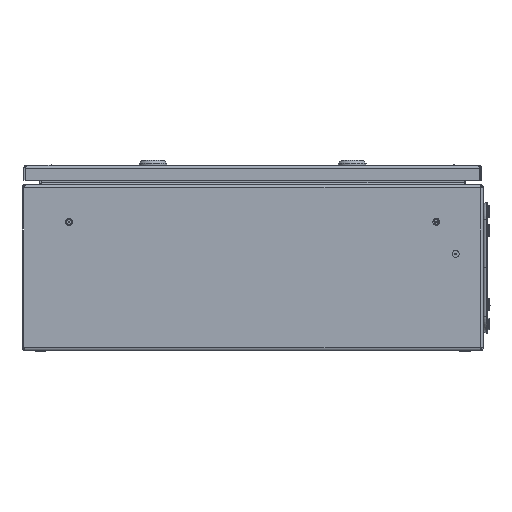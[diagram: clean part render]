
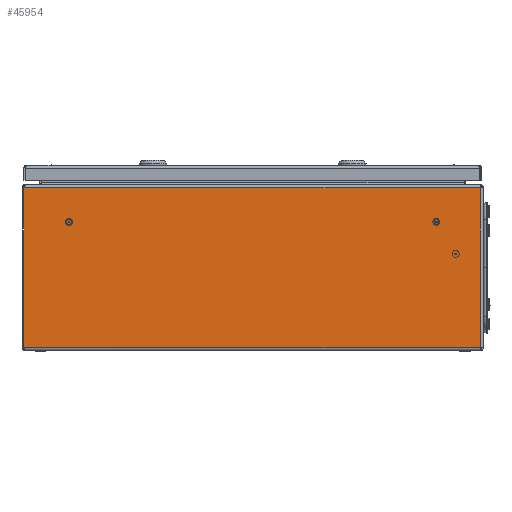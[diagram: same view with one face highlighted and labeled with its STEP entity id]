
A CAD part, left-side view. The second image highlights one B-rep face of the part: STEP entity #45954.
In plain terms, the highlighted planar face has unit normal (-1, 0, 0).
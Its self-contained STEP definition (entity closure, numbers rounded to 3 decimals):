
#67 = VECTOR ( 'NONE', #91228, 1000. ) ;
#682 = VERTEX_POINT ( 'NONE', #63889 ) ;
#5905 = ORIENTED_EDGE ( 'NONE', *, *, #70971, .F. ) ;
#6033 = FACE_BOUND ( 'NONE', #49852, .T. ) ;
#6494 = CARTESIAN_POINT ( 'NONE',  ( -250., -246.6, 194.992 ) ) ;
#7272 = ORIENTED_EDGE ( 'NONE', *, *, #76269, .F. ) ;
#8428 = EDGE_LOOP ( 'NONE', ( #5905, #89011 ) ) ;
#10074 = FACE_BOUND ( 'NONE', #8428, .T. ) ;
#12601 = VERTEX_POINT ( 'NONE', #101805 ) ;
#12976 = CIRCLE ( 'NONE', #14634, 0.883 ) ;
#13387 = LINE ( 'NONE', #34072, #100332 ) ;
#14634 = AXIS2_PLACEMENT_3D ( 'NONE', #39666, #15369, #14635 ) ;
#14635 = DIRECTION ( 'NONE',  ( 0., 0., -1. ) ) ;
#15010 = DIRECTION ( 'NONE',  ( 0., 0., -1. ) ) ;
#15369 = DIRECTION ( 'NONE',  ( -1., 0., 0. ) ) ;
#15659 = EDGE_CURVE ( 'NONE', #97954, #107248, #102885, .T. ) ;
#19055 = DIRECTION ( 'NONE',  ( -1., 0., 0. ) ) ;
#19414 = CARTESIAN_POINT ( 'NONE',  ( -250., -199., 139.6 ) ) ;
#20861 = AXIS2_PLACEMENT_3D ( 'NONE', #37066, #86758, #37442 ) ;
#20918 = ORIENTED_EDGE ( 'NONE', *, *, #15659, .F. ) ;
#24787 = EDGE_CURVE ( 'NONE', #12601, #43747, #99667, .T. ) ;
#26632 = CARTESIAN_POINT ( 'NONE',  ( -250., 199., 139.6 ) ) ;
#28790 = ORIENTED_EDGE ( 'NONE', *, *, #68067, .T. ) ;
#28803 = CARTESIAN_POINT ( 'NONE',  ( -250., -246.6, 176.6 ) ) ;
#30023 = DIRECTION ( 'NONE',  ( 0., 0., -1. ) ) ;
#31383 = DIRECTION ( 'NONE',  ( 0., 1., 0. ) ) ;
#34072 = CARTESIAN_POINT ( 'NONE',  ( -250., -250., 176.6 ) ) ;
#37066 = CARTESIAN_POINT ( 'NONE',  ( -250., -220., 105. ) ) ;
#37442 = DIRECTION ( 'NONE',  ( 0., 0., -1. ) ) ;
#37488 = CIRCLE ( 'NONE', #43988, 0.883 ) ;
#38061 = EDGE_LOOP ( 'NONE', ( #42401, #51428, #28790, #20918 ) ) ;
#38420 = CIRCLE ( 'NONE', #107190, 0.883 ) ;
#38619 = ORIENTED_EDGE ( 'NONE', *, *, #71128, .F. ) ;
#38772 = CARTESIAN_POINT ( 'NONE',  ( -250., -250., 3.4 ) ) ;
#39666 = CARTESIAN_POINT ( 'NONE',  ( -250., 199., 139.6 ) ) ;
#39836 = CARTESIAN_POINT ( 'NONE',  ( -250., 199., 140.483 ) ) ;
#41135 = DIRECTION ( 'NONE',  ( 0., 0., -1. ) ) ;
#41839 = DIRECTION ( 'NONE',  ( -1., 0., 0. ) ) ;
#42401 = ORIENTED_EDGE ( 'NONE', *, *, #59586, .F. ) ;
#42657 = CIRCLE ( 'NONE', #20861, 0.883 ) ;
#43747 = VERTEX_POINT ( 'NONE', #39836 ) ;
#43988 = AXIS2_PLACEMENT_3D ( 'NONE', #19414, #19055, #45960 ) ;
#44176 = EDGE_LOOP ( 'NONE', ( #88907, #38619 ) ) ;
#45954 = ADVANCED_FACE ( 'NONE', ( #6033, #81170, #10074, #58823 ), #79406, .F. ) ;
#45960 = DIRECTION ( 'NONE',  ( 0., 0., -1. ) ) ;
#48610 = LINE ( 'NONE', #6494, #84055 ) ;
#49475 = VERTEX_POINT ( 'NONE', #28803 ) ;
#49852 = EDGE_LOOP ( 'NONE', ( #7272, #69159 ) ) ;
#51340 = DIRECTION ( 'NONE',  ( -1., 0., 0. ) ) ;
#51428 = ORIENTED_EDGE ( 'NONE', *, *, #81221, .F. ) ;
#51760 = DIRECTION ( 'NONE',  ( 0., 1., 0. ) ) ;
#51936 = EDGE_CURVE ( 'NONE', #105006, #95837, #37488, .T. ) ;
#53278 = VECTOR ( 'NONE', #31383, 1000. ) ;
#55084 = CARTESIAN_POINT ( 'NONE',  ( -250., 248.246, 3.4 ) ) ;
#56454 = CIRCLE ( 'NONE', #95695, 0.883 ) ;
#57412 = CARTESIAN_POINT ( 'NONE',  ( -250., 248.246, 176.6 ) ) ;
#58242 = CARTESIAN_POINT ( 'NONE',  ( -250., -199., 140.483 ) ) ;
#58823 = FACE_OUTER_BOUND ( 'NONE', #38061, .T. ) ;
#59258 = VERTEX_POINT ( 'NONE', #105490 ) ;
#59586 = EDGE_CURVE ( 'NONE', #59258, #97954, #75673, .T. ) ;
#59984 = CARTESIAN_POINT ( 'NONE',  ( -250., -220., 105. ) ) ;
#60914 = DIRECTION ( 'NONE',  ( 0., 0., -1. ) ) ;
#62792 = CARTESIAN_POINT ( 'NONE',  ( -250., 248.246, 176.6 ) ) ;
#63889 = CARTESIAN_POINT ( 'NONE',  ( -250., -220.883, 105. ) ) ;
#68067 = EDGE_CURVE ( 'NONE', #49475, #107248, #13387, .T. ) ;
#68680 = CARTESIAN_POINT ( 'NONE',  ( -250., -219.117, 105. ) ) ;
#69159 = ORIENTED_EDGE ( 'NONE', *, *, #86063, .F. ) ;
#70971 = EDGE_CURVE ( 'NONE', #43747, #12601, #12976, .T. ) ;
#71128 = EDGE_CURVE ( 'NONE', #95837, #105006, #56454, .T. ) ;
#71305 = CARTESIAN_POINT ( 'NONE',  ( -250., -250., 176.6 ) ) ;
#75673 = LINE ( 'NONE', #38772, #53278 ) ;
#76269 = EDGE_CURVE ( 'NONE', #107212, #682, #38420, .T. ) ;
#79406 = PLANE ( 'NONE',  #105684 ) ;
#81170 = FACE_BOUND ( 'NONE', #44176, .T. ) ;
#81221 = EDGE_CURVE ( 'NONE', #49475, #59258, #48610, .T. ) ;
#84055 = VECTOR ( 'NONE', #15010, 1000. ) ;
#85330 = DIRECTION ( 'NONE',  ( 0., 0., -1. ) ) ;
#86063 = EDGE_CURVE ( 'NONE', #682, #107212, #42657, .T. ) ;
#86758 = DIRECTION ( 'NONE',  ( -1., 0., 0. ) ) ;
#88221 = DIRECTION ( 'NONE',  ( 1., 0., 0. ) ) ;
#88907 = ORIENTED_EDGE ( 'NONE', *, *, #51936, .F. ) ;
#89011 = ORIENTED_EDGE ( 'NONE', *, *, #24787, .F. ) ;
#91228 = DIRECTION ( 'NONE',  ( 0., 0., 1. ) ) ;
#94606 = CARTESIAN_POINT ( 'NONE',  ( -250., -199., 138.717 ) ) ;
#95695 = AXIS2_PLACEMENT_3D ( 'NONE', #109190, #41839, #41135 ) ;
#95837 = VERTEX_POINT ( 'NONE', #94606 ) ;
#97954 = VERTEX_POINT ( 'NONE', #55084 ) ;
#99667 = CIRCLE ( 'NONE', #100171, 0.883 ) ;
#100171 = AXIS2_PLACEMENT_3D ( 'NONE', #26632, #51340, #60914 ) ;
#100332 = VECTOR ( 'NONE', #51760, 1000. ) ;
#101526 = DIRECTION ( 'NONE',  ( -1., 0., 0. ) ) ;
#101805 = CARTESIAN_POINT ( 'NONE',  ( -250., 199., 138.717 ) ) ;
#102885 = LINE ( 'NONE', #57412, #67 ) ;
#105006 = VERTEX_POINT ( 'NONE', #58242 ) ;
#105490 = CARTESIAN_POINT ( 'NONE',  ( -250., -246.6, 3.4 ) ) ;
#105684 = AXIS2_PLACEMENT_3D ( 'NONE', #71305, #88221, #30023 ) ;
#107190 = AXIS2_PLACEMENT_3D ( 'NONE', #59984, #101526, #85330 ) ;
#107212 = VERTEX_POINT ( 'NONE', #68680 ) ;
#107248 = VERTEX_POINT ( 'NONE', #62792 ) ;
#109190 = CARTESIAN_POINT ( 'NONE',  ( -250., -199., 139.6 ) ) ;
